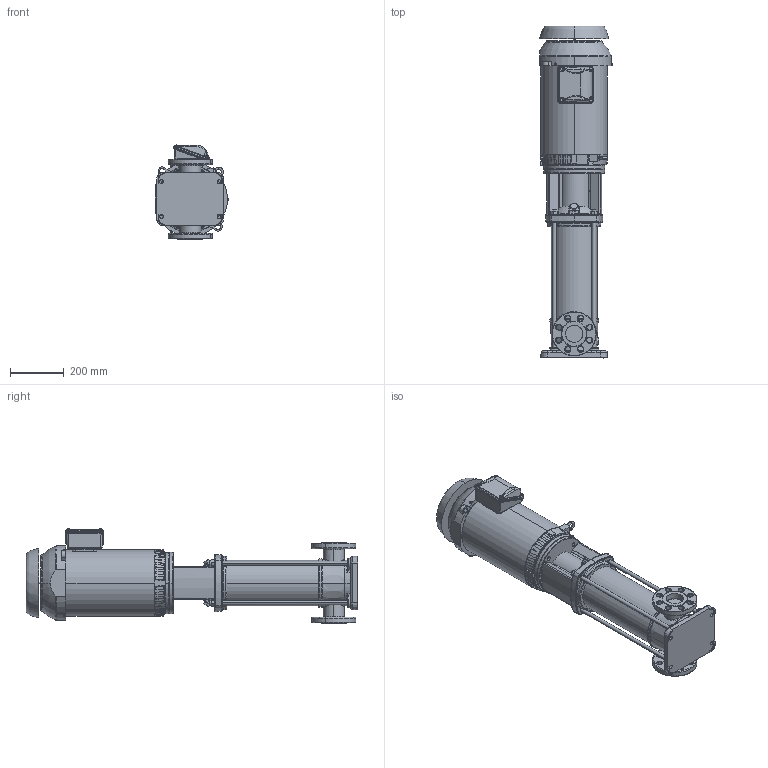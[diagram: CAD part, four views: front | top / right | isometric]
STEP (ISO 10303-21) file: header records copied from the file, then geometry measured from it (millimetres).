
FILE_DESCRIPTION (( 'STEP AP203' ), '1' );
FILE_NAME ('3303066 - MVI-50-12-10 HP-213TC-304-E-230_460~3.step', '2022-03-30T16:54:37', ( '' ), ( '' ), 'SwSTEP 2.0', 'SolidWorks 2021', '' );
FILE_SCHEMA (( 'CONFIG_CONTROL_DESIGN' ));
Length unit declared in the file: inch
Products named in the file (5): 2700098 - NEMA V2 10 HP 213_5TC 208-230_460~3 TEFC; MVI PEO - [304-EPDM]_3304066 - MVI-50-12-10 HP-213TC-304-E-S; 3303066 - MVI-50-12-10 HP-213TC-304-E-230_460~3; sbi_n_10-12_flange(NEMA); TEFC MOTOR_2700098 - NEMA V2 10 HP 213_5TC 208-230_460~3 TEFC
Assembly tree (4 placements, depth 3):
  3303066 - MVI-50-12-10 HP-213TC-304-E-230_460~3
    MVI PEO - [304-EPDM]_3304066 - MVI-50-12-10 HP-213TC-304-E-S
      sbi_n_10-12_flange(NEMA)
    TEFC MOTOR_2700098 - NEMA V2 10 HP 213_5TC 208-230_460~3 TEFC
      2700098 - NEMA V2 10 HP 213_5TC 208-230_460~3 TEFC
Bounding box: 273.59 x 1239.35 x 352.52 mm (x, y, z)
Volume: 44808856.9 mm3; surface area: 1940028.3 mm2
Topology: 23 solids, 39 shells, 4009 faces, 10643 edges, 6963 vertices
Faces by surface type: plane 1835, cylinder 1462, bspline 404, cone 198, torus 104, sphere 6
Entity records: 172878 total; most frequent: CARTESIAN_POINT 75695, ORIENTED_EDGE 21228, DIRECTION 18830, EDGE_CURVE 10614, VERTEX_POINT 6961, AXIS2_PLACEMENT_3D 6730, LINE 5370, VECTOR 5370
